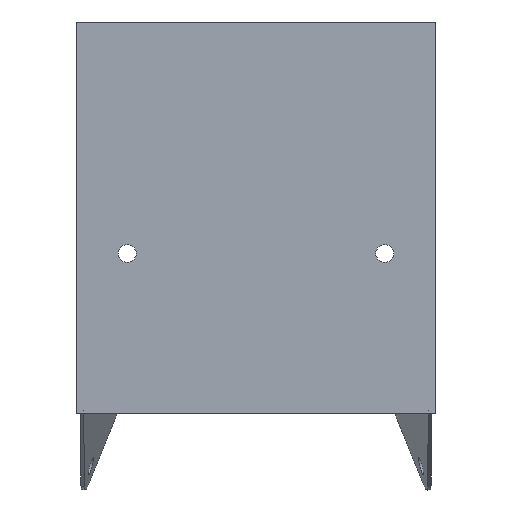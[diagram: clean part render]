
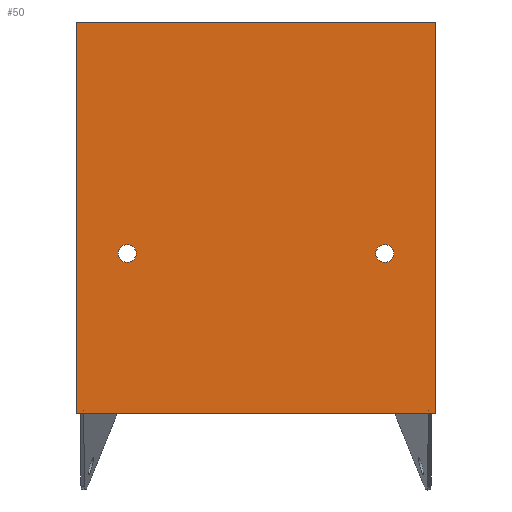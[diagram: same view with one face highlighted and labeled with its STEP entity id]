
A CAD part, front view. The second image highlights one B-rep face of the part: STEP entity #50.
In plain terms, the highlighted planar face has unit normal (0, -1, 0).
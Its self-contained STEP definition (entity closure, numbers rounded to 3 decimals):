
#37=FACE_BOUND('',#154,.F.);
#38=FACE_BOUND('',#155,.F.);
#39=FACE_BOUND('',#156,.F.);
#40=FACE_BOUND('',#157,.F.);
#50=ADVANCED_FACE('',(#37,#38,#39,#40,#101),#471,.T.);
#101=FACE_OUTER_BOUND('',#158,.F.);
#154=EDGE_LOOP('',(#244,#245));
#155=EDGE_LOOP('',(#246,#247,#248));
#156=EDGE_LOOP('',(#249,#250,#251));
#157=EDGE_LOOP('',(#252,#253));
#158=EDGE_LOOP('',(#254,#255,#256,#257));
#244=ORIENTED_EDGE('',*,*,#702,.T.);
#245=ORIENTED_EDGE('',*,*,#701,.T.);
#246=ORIENTED_EDGE('',*,*,#710,.T.);
#247=ORIENTED_EDGE('',*,*,#709,.T.);
#248=ORIENTED_EDGE('',*,*,#708,.T.);
#249=ORIENTED_EDGE('',*,*,#713,.T.);
#250=ORIENTED_EDGE('',*,*,#712,.T.);
#251=ORIENTED_EDGE('',*,*,#711,.T.);
#252=ORIENTED_EDGE('',*,*,#698,.T.);
#253=ORIENTED_EDGE('',*,*,#697,.T.);
#254=ORIENTED_EDGE('',*,*,#733,.F.);
#255=ORIENTED_EDGE('',*,*,#719,.F.);
#256=ORIENTED_EDGE('',*,*,#736,.F.);
#257=ORIENTED_EDGE('',*,*,#717,.F.);
#471=PLANE('',#1006);
#518=LINE('',#1414,#609);
#519=LINE('',#1415,#610);
#520=LINE('',#1416,#611);
#521=LINE('',#1417,#612);
#522=LINE('',#1418,#613);
#523=LINE('',#1419,#614);
#527=LINE('',#1423,#618);
#529=LINE('',#1425,#620);
#543=LINE('',#1439,#634);
#546=LINE('',#1442,#637);
#609=VECTOR('',#1077,0.228);
#610=VECTOR('',#1078,0.229);
#611=VECTOR('',#1079,0.017);
#612=VECTOR('',#1080,0.229);
#613=VECTOR('',#1081,0.228);
#614=VECTOR('',#1082,0.017);
#618=VECTOR('',#1086,120.);
#620=VECTOR('',#1088,120.);
#634=VECTOR('',#1102,110.);
#637=VECTOR('',#1105,110.);
#697=EDGE_CURVE('',#939,#938,#826,.T.);
#698=EDGE_CURVE('',#938,#939,#827,.T.);
#701=EDGE_CURVE('',#935,#934,#830,.T.);
#702=EDGE_CURVE('',#934,#935,#831,.T.);
#708=EDGE_CURVE('',#927,#926,#518,.T.);
#709=EDGE_CURVE('',#925,#927,#519,.T.);
#710=EDGE_CURVE('',#926,#925,#520,.T.);
#711=EDGE_CURVE('',#924,#923,#521,.T.);
#712=EDGE_CURVE('',#922,#924,#522,.T.);
#713=EDGE_CURVE('',#923,#922,#523,.T.);
#717=EDGE_CURVE('',#918,#917,#527,.T.);
#719=EDGE_CURVE('',#915,#914,#529,.T.);
#733=EDGE_CURVE('',#914,#918,#543,.T.);
#736=EDGE_CURVE('',#917,#915,#546,.T.);
#826=CIRCLE('',#969,2.75);
#827=CIRCLE('',#970,2.75);
#830=CIRCLE('',#973,2.75);
#831=CIRCLE('',#974,2.75);
#914=VERTEX_POINT('',#1377);
#915=VERTEX_POINT('',#1378);
#917=VERTEX_POINT('',#1380);
#918=VERTEX_POINT('',#1381);
#922=VERTEX_POINT('',#1385);
#923=VERTEX_POINT('',#1386);
#924=VERTEX_POINT('',#1387);
#925=VERTEX_POINT('',#1388);
#926=VERTEX_POINT('',#1389);
#927=VERTEX_POINT('',#1390);
#934=VERTEX_POINT('',#1397);
#935=VERTEX_POINT('',#1398);
#938=VERTEX_POINT('',#1401);
#939=VERTEX_POINT('',#1402);
#969=AXIS2_PLACEMENT_3D('',#1403,#1058,#1059);
#970=AXIS2_PLACEMENT_3D('',#1404,#1060,#1061);
#973=AXIS2_PLACEMENT_3D('',#1407,#1066,#1067);
#974=AXIS2_PLACEMENT_3D('',#1408,#1068,#1069);
#1006=AXIS2_PLACEMENT_3D('',#1571,#1223,#1224);
#1058=DIRECTION('',(0.,-1.,0.));
#1059=DIRECTION('',(0.,0.,-1.));
#1060=DIRECTION('',(0.,-1.,0.));
#1061=DIRECTION('',(0.,0.,1.));
#1066=DIRECTION('',(0.,-1.,0.));
#1067=DIRECTION('',(0.,0.,-1.));
#1068=DIRECTION('',(0.,-1.,0.));
#1069=DIRECTION('',(0.,0.,1.));
#1077=DIRECTION('',(-0.971,0.,-0.24));
#1078=DIRECTION('',(0.95,0.,0.312));
#1079=DIRECTION('',(0.244,0.,-0.97));
#1080=DIRECTION('',(0.95,0.,-0.312));
#1081=DIRECTION('',(-0.971,0.,0.24));
#1082=DIRECTION('',(0.244,0.,0.97));
#1086=DIRECTION('',(0.,0.,1.));
#1088=DIRECTION('',(0.,0.,-1.));
#1102=DIRECTION('',(1.,0.,0.));
#1105=DIRECTION('',(-1.,0.,0.));
#1223=DIRECTION('',(0.,-1.,0.));
#1224=DIRECTION('',(-1.,0.,0.));
#1377=CARTESIAN_POINT('',(105.558,-46.443,1.006));
#1378=CARTESIAN_POINT('',(105.558,-46.443,121.006));
#1380=CARTESIAN_POINT('',(215.558,-46.443,121.006));
#1381=CARTESIAN_POINT('',(215.558,-46.443,1.006));
#1385=CARTESIAN_POINT('',(107.78,-46.443,1.725));
#1386=CARTESIAN_POINT('',(107.776,-46.443,1.708));
#1387=CARTESIAN_POINT('',(107.558,-46.443,1.779));
#1388=CARTESIAN_POINT('',(213.341,-46.443,1.708));
#1389=CARTESIAN_POINT('',(213.337,-46.443,1.725));
#1390=CARTESIAN_POINT('',(213.558,-46.443,1.779));
#1397=CARTESIAN_POINT('',(121.058,-46.443,52.756));
#1398=CARTESIAN_POINT('',(121.058,-46.443,47.256));
#1401=CARTESIAN_POINT('',(200.058,-46.443,52.756));
#1402=CARTESIAN_POINT('',(200.058,-46.443,47.256));
#1403=CARTESIAN_POINT('',(200.058,-46.443,50.006));
#1404=CARTESIAN_POINT('',(200.058,-46.443,50.006));
#1407=CARTESIAN_POINT('',(121.058,-46.443,50.006));
#1408=CARTESIAN_POINT('',(121.058,-46.443,50.006));
#1414=CARTESIAN_POINT('',(213.558,-46.443,1.779));
#1415=CARTESIAN_POINT('',(213.341,-46.443,1.708));
#1416=CARTESIAN_POINT('',(213.337,-46.443,1.725));
#1417=CARTESIAN_POINT('',(107.558,-46.443,1.779));
#1418=CARTESIAN_POINT('',(107.78,-46.443,1.725));
#1419=CARTESIAN_POINT('',(107.776,-46.443,1.708));
#1423=CARTESIAN_POINT('',(215.558,-46.443,1.006));
#1425=CARTESIAN_POINT('',(105.558,-46.443,121.006));
#1439=CARTESIAN_POINT('',(105.558,-46.443,1.006));
#1442=CARTESIAN_POINT('',(215.558,-46.443,121.006));
#1571=CARTESIAN_POINT('',(216.758,-46.443,122.206));
